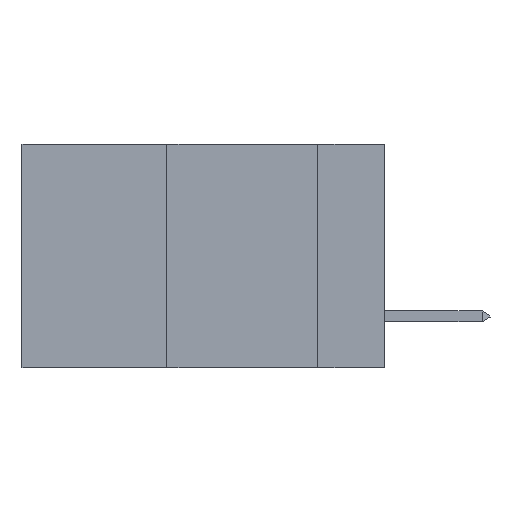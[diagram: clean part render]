
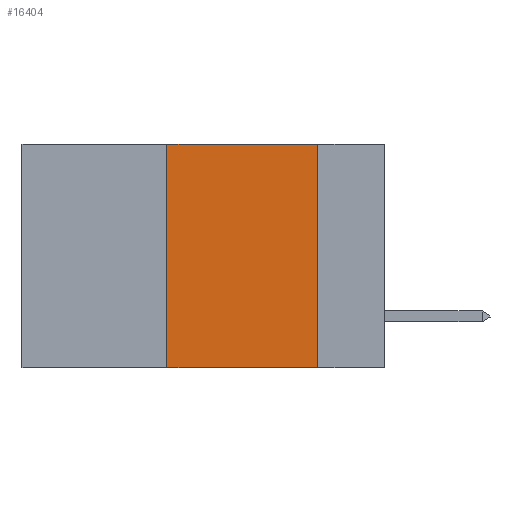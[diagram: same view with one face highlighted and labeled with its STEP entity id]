
A CAD part, left-side view. The second image highlights one B-rep face of the part: STEP entity #16404.
In plain terms, the highlighted planar face has unit normal (-1, 0, 0).
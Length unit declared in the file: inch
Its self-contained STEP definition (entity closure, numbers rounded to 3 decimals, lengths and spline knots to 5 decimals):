
#85 = LINE ( 'NONE', #24854, #3647 ) ;
#941 = EDGE_CURVE ( 'NONE', #25489, #22415, #85, .T. ) ;
#1807 = CARTESIAN_POINT ( 'NONE',  ( 0., 0.6, -0.37 ) ) ;
#3143 = LINE ( 'NONE', #1807, #20926 ) ;
#3223 = CARTESIAN_POINT ( 'NONE',  ( 0., 0.36, 0. ) ) ;
#3647 = VECTOR ( 'NONE', #27210, 39.37008 ) ;
#3729 = ORIENTED_EDGE ( 'NONE', *, *, #941, .F. ) ;
#4389 = ORIENTED_EDGE ( 'NONE', *, *, #17018, .T. ) ;
#4597 = LINE ( 'NONE', #3223, #6373 ) ;
#5741 = DIRECTION ( 'NONE',  ( 0., 0., 1. ) ) ;
#6373 = VECTOR ( 'NONE', #5741, 39.37008 ) ;
#7109 = VECTOR ( 'NONE', #18131, 39.37008 ) ;
#7320 = AXIS2_PLACEMENT_3D ( 'NONE', #18388, #16292, #16193 ) ;
#8272 = ORIENTED_EDGE ( 'NONE', *, *, #11745, .F. ) ;
#9164 = VERTEX_POINT ( 'NONE', #18176 ) ;
#9237 = LINE ( 'NONE', #20296, #7109 ) ;
#11745 = EDGE_CURVE ( 'NONE', #9164, #25489, #9237, .T. ) ;
#12512 = EDGE_CURVE ( 'NONE', #19794, #9164, #4597, .T. ) ;
#16193 = DIRECTION ( 'NONE',  ( 0., 0., -1. ) ) ;
#16292 = DIRECTION ( 'NONE',  ( 1., 0., 0. ) ) ;
#16404 = ADVANCED_FACE ( 'NONE', ( #19187 ), #24890, .F. ) ;
#17018 = EDGE_CURVE ( 'NONE', #19794, #22415, #3143, .T. ) ;
#18131 = DIRECTION ( 'NONE',  ( 0., -1., 0. ) ) ;
#18176 = CARTESIAN_POINT ( 'NONE',  ( 0., 0.36, 0. ) ) ;
#18388 = CARTESIAN_POINT ( 'NONE',  ( 0., 0.6, 0. ) ) ;
#19187 = FACE_OUTER_BOUND ( 'NONE', #22714, .T. ) ;
#19794 = VERTEX_POINT ( 'NONE', #20456 ) ;
#20296 = CARTESIAN_POINT ( 'NONE',  ( 0., 0.6, 0. ) ) ;
#20456 = CARTESIAN_POINT ( 'NONE',  ( 0., 0.36, -0.37 ) ) ;
#20926 = VECTOR ( 'NONE', #22532, 39.37008 ) ;
#22415 = VERTEX_POINT ( 'NONE', #22710 ) ;
#22532 = DIRECTION ( 'NONE',  ( 0., -1., 0. ) ) ;
#22710 = CARTESIAN_POINT ( 'NONE',  ( 0., 0.11, -0.37 ) ) ;
#22714 = EDGE_LOOP ( 'NONE', ( #3729, #8272, #27023, #4389 ) ) ;
#24854 = CARTESIAN_POINT ( 'NONE',  ( 0., 0.11, 0. ) ) ;
#24890 = PLANE ( 'NONE',  #7320 ) ;
#25489 = VERTEX_POINT ( 'NONE', #27863 ) ;
#27023 = ORIENTED_EDGE ( 'NONE', *, *, #12512, .F. ) ;
#27210 = DIRECTION ( 'NONE',  ( 0., 0., -1. ) ) ;
#27863 = CARTESIAN_POINT ( 'NONE',  ( 0., 0.11, 0. ) ) ;
